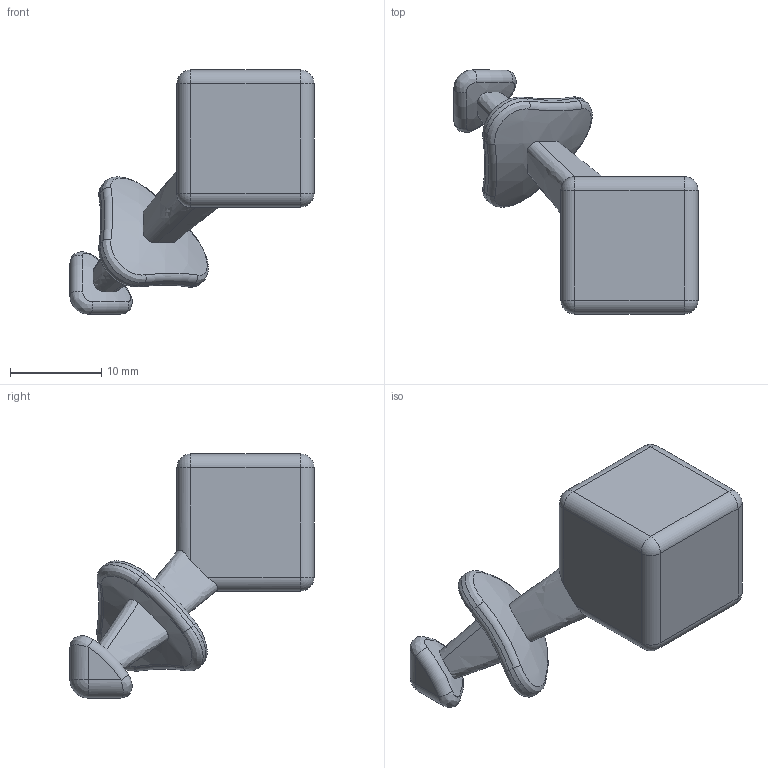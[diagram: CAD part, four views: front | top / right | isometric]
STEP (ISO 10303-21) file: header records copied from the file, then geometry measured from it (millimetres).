
FILE_DESCRIPTION (( 'STEP AP203' ), '1' );
FILE_NAME ('3.STEP', '2025-03-17T16:58:03', ( '' ), ( '' ), 'SwSTEP 2.0', 'SolidWorks 2023', '' );
FILE_SCHEMA (( 'CONFIG_CONTROL_DESIGN' ));
Length unit declared in the file: millimetre
Products named in the file (1): 3
Bounding box: 26.7 x 26.7 x 26.7 mm (x, y, z)
Volume: 3982.1 mm3; surface area: 1943 mm2
Topology: 2 solids, 2 shells, 68 faces, 157 edges, 87 vertices
Faces by surface type: cylinder 19, plane 13, bspline 13, torus 12, sphere 11
Entity records: 3312 total; most frequent: CARTESIAN_POINT 1813, ORIENTED_EDGE 298, DIRECTION 297, EDGE_CURVE 149, AXIS2_PLACEMENT_3D 128, VERTEX_POINT 87, CIRCLE 72, EDGE_LOOP 70
